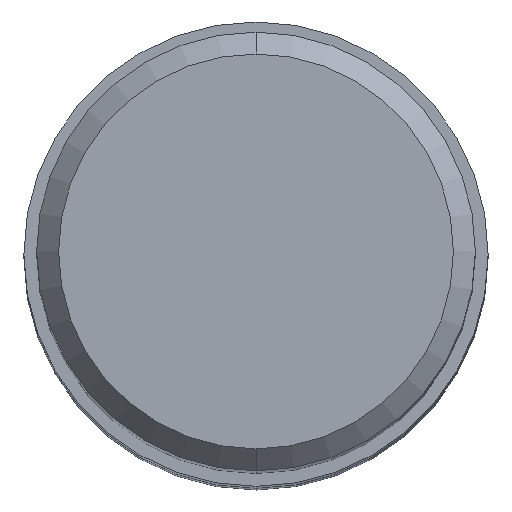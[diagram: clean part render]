
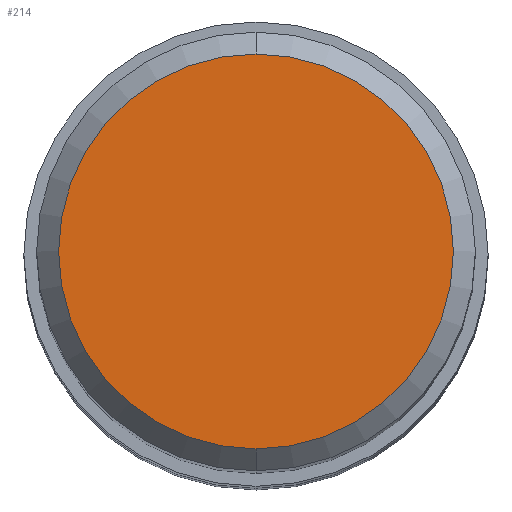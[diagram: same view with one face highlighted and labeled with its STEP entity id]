
A CAD part, top view. The second image highlights one B-rep face of the part: STEP entity #214.
In plain terms, the highlighted planar face has unit normal (0, 0, 1).
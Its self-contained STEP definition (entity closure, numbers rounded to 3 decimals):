
#214=ADVANCED_FACE('',(#512),#513,.T.);
#260=EDGE_CURVE('',#272,#388,#563,.T.);
#272=VERTEX_POINT('',#577);
#388=VERTEX_POINT('',#705);
#426=EDGE_CURVE('',#388,#272,#747,.T.);
#512=FACE_OUTER_BOUND('',#860,.T.);
#513=PLANE('',#861);
#563=CIRCLE('',#968,5.4);
#577=CARTESIAN_POINT('',(0.,-5.4,0.0));
#705=CARTESIAN_POINT('',(0.0,5.4,0.0));
#747=CIRCLE('',#1401,5.4);
#860=EDGE_LOOP('',(#1507,#1508));
#861=AXIS2_PLACEMENT_3D('',#1509,#1510,#1511);
#968=AXIS2_PLACEMENT_3D('',#1553,#1554,#1555);
#1401=AXIS2_PLACEMENT_3D('',#1772,#1773,#1774);
#1507=ORIENTED_EDGE('',*,*,#426,.F.);
#1508=ORIENTED_EDGE('',*,*,#260,.F.);
#1509=CARTESIAN_POINT('',(0.0,2.7,0.0));
#1510=DIRECTION('',(-0.0,0.0,1.0));
#1511=DIRECTION('',(0.0,-1.0,0.0));
#1553=CARTESIAN_POINT('',(0.0,0.0,0.0));
#1554=DIRECTION('',(0.0,0.0,-1.0));
#1555=DIRECTION('',(0.0,1.0,0.0));
#1772=CARTESIAN_POINT('',(0.0,0.0,0.0));
#1773=DIRECTION('',(0.0,0.0,-1.0));
#1774=DIRECTION('',(0.0,1.0,0.0));
